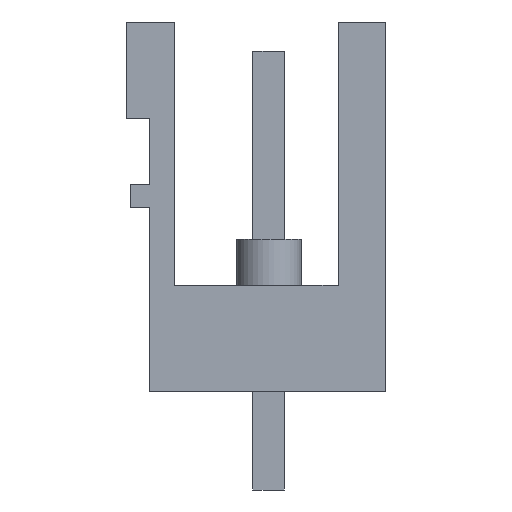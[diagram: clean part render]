
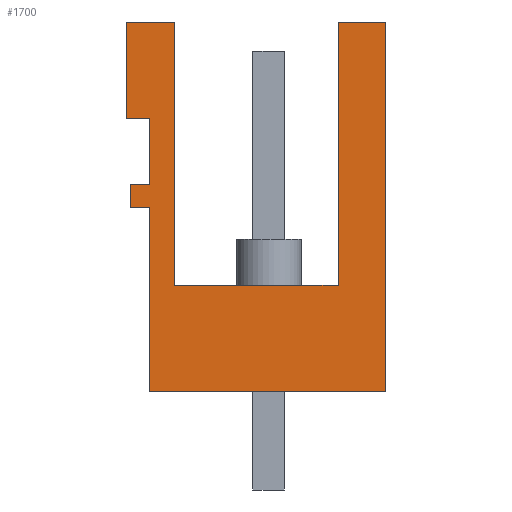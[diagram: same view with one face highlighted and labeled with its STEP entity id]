
A CAD part, left-side view. The second image highlights one B-rep face of the part: STEP entity #1700.
In plain terms, the highlighted planar face has unit normal (-1, 0, 0).
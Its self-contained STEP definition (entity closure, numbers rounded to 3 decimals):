
#1600=AXIS2_PLACEMENT_3D('Plane Axis2P3D',#1597,#1598,#1599) ;
#375=CARTESIAN_POINT('Vertex',(0.,7.68,3.2)) ;
#378=CARTESIAN_POINT('Line Origine',(0.,7.68,6.19)) ;
#382=CARTESIAN_POINT('Vertex',(0.,7.68,9.181)) ;
#1582=CARTESIAN_POINT('Vertex',(0.,0.,3.2)) ;
#1585=CARTESIAN_POINT('Line Origine',(0.,3.84,3.2)) ;
#1597=CARTESIAN_POINT('Axis2P3D Location',(0.,8.43,1.7)) ;
#1602=CARTESIAN_POINT('Line Origine',(0.,0.,9.2)) ;
#1606=CARTESIAN_POINT('Vertex',(0.,0.,15.2)) ;
#1609=CARTESIAN_POINT('Line Origine',(0.,0.775,15.2)) ;
#1613=CARTESIAN_POINT('Vertex',(0.,1.55,15.2)) ;
#1616=CARTESIAN_POINT('Line Origine',(0.,1.55,10.925)) ;
#1620=CARTESIAN_POINT('Vertex',(0.,1.55,6.65)) ;
#1623=CARTESIAN_POINT('Line Origine',(0.,4.207,6.65)) ;
#1627=CARTESIAN_POINT('Vertex',(0.,6.863,6.65)) ;
#1630=CARTESIAN_POINT('Line Origine',(0.,6.863,10.925)) ;
#1634=CARTESIAN_POINT('Vertex',(0.,6.863,15.2)) ;
#1637=CARTESIAN_POINT('Line Origine',(0.,7.647,15.2)) ;
#1641=CARTESIAN_POINT('Vertex',(0.,8.43,15.2)) ;
#1644=CARTESIAN_POINT('Line Origine',(0.,8.43,13.64)) ;
#1648=CARTESIAN_POINT('Vertex',(0.,8.43,12.08)) ;
#1651=CARTESIAN_POINT('Line Origine',(0.,8.055,12.08)) ;
#1655=CARTESIAN_POINT('Vertex',(0.,7.68,12.08)) ;
#1658=CARTESIAN_POINT('Line Origine',(0.,7.68,11.005)) ;
#1662=CARTESIAN_POINT('Vertex',(0.,7.68,9.93)) ;
#1665=CARTESIAN_POINT('Line Origine',(0.,7.99,9.93)) ;
#1669=CARTESIAN_POINT('Vertex',(0.,8.3,9.93)) ;
#1672=CARTESIAN_POINT('Line Origine',(0.,8.3,9.555)) ;
#1676=CARTESIAN_POINT('Vertex',(0.,8.3,9.181)) ;
#1679=CARTESIAN_POINT('Line Origine',(0.,7.99,9.181)) ;
#379=DIRECTION('Vector Direction',(0.,0.,-1.)) ;
#1586=DIRECTION('Vector Direction',(0.,-1.,0.)) ;
#1598=DIRECTION('Axis2P3D Direction',(-1.,0.,0.)) ;
#1599=DIRECTION('Axis2P3D XDirection',(0.,1.,0.)) ;
#1603=DIRECTION('Vector Direction',(0.,0.,1.)) ;
#1610=DIRECTION('Vector Direction',(0.,1.,0.)) ;
#1617=DIRECTION('Vector Direction',(0.,0.,-1.)) ;
#1624=DIRECTION('Vector Direction',(0.,1.,0.)) ;
#1631=DIRECTION('Vector Direction',(0.,0.,1.)) ;
#1638=DIRECTION('Vector Direction',(0.,1.,0.)) ;
#1645=DIRECTION('Vector Direction',(0.,0.,-1.)) ;
#1652=DIRECTION('Vector Direction',(0.,-1.,0.)) ;
#1659=DIRECTION('Vector Direction',(0.,0.,-1.)) ;
#1666=DIRECTION('Vector Direction',(0.,1.,0.)) ;
#1673=DIRECTION('Vector Direction',(0.,0.,-1.)) ;
#1680=DIRECTION('Vector Direction',(0.,-1.,0.)) ;
#380=VECTOR('Line Direction',#379,1.) ;
#1587=VECTOR('Line Direction',#1586,1.) ;
#1604=VECTOR('Line Direction',#1603,1.) ;
#1611=VECTOR('Line Direction',#1610,1.) ;
#1618=VECTOR('Line Direction',#1617,1.) ;
#1625=VECTOR('Line Direction',#1624,1.) ;
#1632=VECTOR('Line Direction',#1631,1.) ;
#1639=VECTOR('Line Direction',#1638,1.) ;
#1646=VECTOR('Line Direction',#1645,1.) ;
#1653=VECTOR('Line Direction',#1652,1.) ;
#1660=VECTOR('Line Direction',#1659,1.) ;
#1667=VECTOR('Line Direction',#1666,1.) ;
#1674=VECTOR('Line Direction',#1673,1.) ;
#1681=VECTOR('Line Direction',#1680,1.) ;
#1685=ORIENTED_EDGE('',*,*,#1608,.T.) ;
#1686=ORIENTED_EDGE('',*,*,#1615,.T.) ;
#1687=ORIENTED_EDGE('',*,*,#1622,.T.) ;
#1688=ORIENTED_EDGE('',*,*,#1629,.T.) ;
#1689=ORIENTED_EDGE('',*,*,#1636,.T.) ;
#1690=ORIENTED_EDGE('',*,*,#1643,.T.) ;
#1691=ORIENTED_EDGE('',*,*,#1650,.T.) ;
#1692=ORIENTED_EDGE('',*,*,#1657,.T.) ;
#1693=ORIENTED_EDGE('',*,*,#1664,.T.) ;
#1694=ORIENTED_EDGE('',*,*,#1671,.T.) ;
#1695=ORIENTED_EDGE('',*,*,#1678,.T.) ;
#1696=ORIENTED_EDGE('',*,*,#1683,.T.) ;
#1697=ORIENTED_EDGE('',*,*,#384,.T.) ;
#1698=ORIENTED_EDGE('',*,*,#1589,.T.) ;
#1700=ADVANCED_FACE('HOUSING',(#1699),#1601,.T.) ;
#384=EDGE_CURVE('',#383,#376,#381,.T.) ;
#1589=EDGE_CURVE('',#376,#1583,#1588,.T.) ;
#1608=EDGE_CURVE('',#1583,#1607,#1605,.T.) ;
#1615=EDGE_CURVE('',#1607,#1614,#1612,.T.) ;
#1622=EDGE_CURVE('',#1614,#1621,#1619,.T.) ;
#1629=EDGE_CURVE('',#1621,#1628,#1626,.T.) ;
#1636=EDGE_CURVE('',#1628,#1635,#1633,.T.) ;
#1643=EDGE_CURVE('',#1635,#1642,#1640,.T.) ;
#1650=EDGE_CURVE('',#1642,#1649,#1647,.T.) ;
#1657=EDGE_CURVE('',#1649,#1656,#1654,.T.) ;
#1664=EDGE_CURVE('',#1656,#1663,#1661,.T.) ;
#1671=EDGE_CURVE('',#1663,#1670,#1668,.T.) ;
#1678=EDGE_CURVE('',#1670,#1677,#1675,.T.) ;
#1683=EDGE_CURVE('',#1677,#383,#1682,.T.) ;
#1684=EDGE_LOOP('',(#1685,#1686,#1687,#1688,#1689,#1690,#1691,#1692,#1693,#1694,#1695,#1696,#1697,#1698)) ;
#1699=FACE_OUTER_BOUND('',#1684,.T.) ;
#381=LINE('Line',#378,#380) ;
#1588=LINE('Line',#1585,#1587) ;
#1605=LINE('Line',#1602,#1604) ;
#1612=LINE('Line',#1609,#1611) ;
#1619=LINE('Line',#1616,#1618) ;
#1626=LINE('Line',#1623,#1625) ;
#1633=LINE('Line',#1630,#1632) ;
#1640=LINE('Line',#1637,#1639) ;
#1647=LINE('Line',#1644,#1646) ;
#1654=LINE('Line',#1651,#1653) ;
#1661=LINE('Line',#1658,#1660) ;
#1668=LINE('Line',#1665,#1667) ;
#1675=LINE('Line',#1672,#1674) ;
#1682=LINE('Line',#1679,#1681) ;
#1601=PLANE('',#1600) ;
#376=VERTEX_POINT('',#375) ;
#383=VERTEX_POINT('',#382) ;
#1583=VERTEX_POINT('',#1582) ;
#1607=VERTEX_POINT('',#1606) ;
#1614=VERTEX_POINT('',#1613) ;
#1621=VERTEX_POINT('',#1620) ;
#1628=VERTEX_POINT('',#1627) ;
#1635=VERTEX_POINT('',#1634) ;
#1642=VERTEX_POINT('',#1641) ;
#1649=VERTEX_POINT('',#1648) ;
#1656=VERTEX_POINT('',#1655) ;
#1663=VERTEX_POINT('',#1662) ;
#1670=VERTEX_POINT('',#1669) ;
#1677=VERTEX_POINT('',#1676) ;
